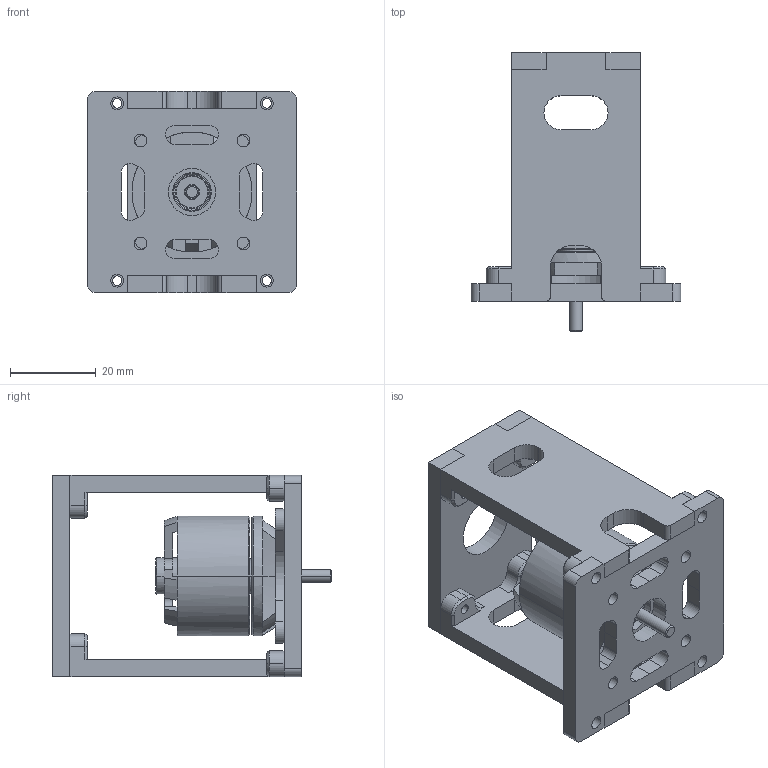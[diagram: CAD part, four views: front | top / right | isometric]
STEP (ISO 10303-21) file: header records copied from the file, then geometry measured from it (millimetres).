
FILE_DESCRIPTION(('CATIA V5 STEP Exchange'),'2;1');
FILE_NAME('NTM2836 - Motor frame assembled.stp','2017-11-09T09:52:44+00:00',('none'),('none'),'CATIA Version 5-6 Release 2015','CATIA V5 STEP AP203','none');
FILE_SCHEMA(('CONFIG_CONTROL_DESIGN'));
Length unit declared in the file: millimetre
Products named in the file (3): NTM2836 - Motor frame assembled; Motor frame NTM2836 - included motor; Moteur NTM 28/26
Assembly tree (12 placements, depth 3):
  NTM2836 - Motor frame assembled
    Motor frame NTM2836 - included motor
      #65
      #2477  x2
      #4953
    Moteur NTM 28/26
      #5731
      #7938
      #8138
      #10182  x2
      #11042
Bounding box: 49 x 65 x 47 mm (x, y, z)
Volume: 30300 mm3; surface area: 25441.2 mm2
Topology: 10 solids, 10 shells, 507 faces, 1375 edges, 880 vertices
Faces by surface type: cylinder 192, plane 190, cone 125
Entity records: 12370 total; most frequent: CARTESIAN_POINT 2577, ORIENTED_EDGE 2170, DIRECTION 1601, EDGE_CURVE 1085, AXIS2_PLACEMENT_3D 734, VERTEX_POINT 696, VECTOR 552, LINE 552
